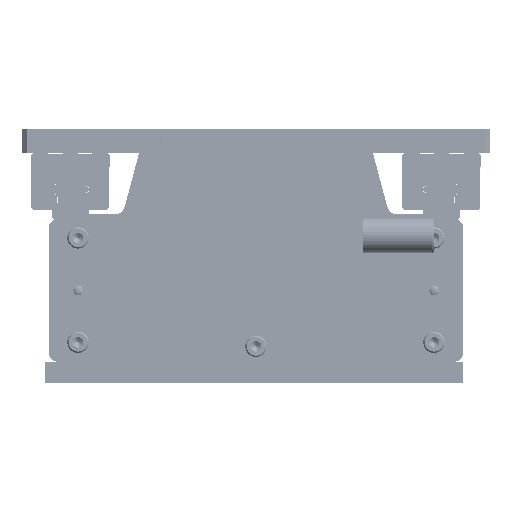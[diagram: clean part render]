
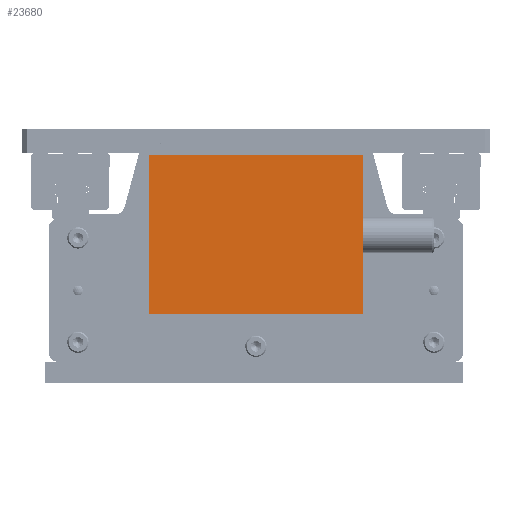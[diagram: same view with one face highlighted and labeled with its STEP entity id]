
A CAD part, front view. The second image highlights one B-rep face of the part: STEP entity #23680.
In plain terms, the highlighted planar face has unit normal (0, -1, 0).
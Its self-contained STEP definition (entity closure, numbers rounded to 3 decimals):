
#23641=CARTESIAN_POINT('',(191.25,-1111.,72.5));
#23642=DIRECTION('',(0.0,-1.0,0.0));
#23643=DIRECTION('',(0.0,0.0,-1.0));
#23644=AXIS2_PLACEMENT_3D('',#23641,#23642,#23643);
#23645=PLANE('',#23644);
#23646=CARTESIAN_POINT('',(61.25,-1111.,29.));
#23647=VERTEX_POINT('',#23646);
#23648=CARTESIAN_POINT('',(61.25,-1111.,126.));
#23649=VERTEX_POINT('',#23648);
#23650=CARTESIAN_POINT('',(61.25,-1111.,29.));
#23651=DIRECTION('',(0.0,0.0,1.0));
#23652=VECTOR('',#23651,97.);
#23653=LINE('',#23650,#23652);
#23654=EDGE_CURVE('',#23647,#23649,#23653,.T.);
#23655=ORIENTED_EDGE('',*,*,#23654,.F.);
#23656=CARTESIAN_POINT('',(191.25,-1111.,29.));
#23657=VERTEX_POINT('',#23656);
#23658=CARTESIAN_POINT('',(191.25,-1111.,29.));
#23659=DIRECTION('',(-1.0,0.0,0.0));
#23660=VECTOR('',#23659,130.0);
#23661=LINE('',#23658,#23660);
#23662=EDGE_CURVE('',#23657,#23647,#23661,.T.);
#23663=ORIENTED_EDGE('',*,*,#23662,.F.);
#23664=CARTESIAN_POINT('',(191.25,-1111.,126.));
#23665=VERTEX_POINT('',#23664);
#23666=CARTESIAN_POINT('',(191.25,-1111.,29.));
#23667=DIRECTION('',(0.0,0.0,1.0));
#23668=VECTOR('',#23667,97.0);
#23669=LINE('',#23666,#23668);
#23670=EDGE_CURVE('',#23657,#23665,#23669,.T.);
#23671=ORIENTED_EDGE('',*,*,#23670,.T.);
#23672=CARTESIAN_POINT('',(191.25,-1111.,126.));
#23673=DIRECTION('',(-1.0,0.0,0.0));
#23674=VECTOR('',#23673,130.0);
#23675=LINE('',#23672,#23674);
#23676=EDGE_CURVE('',#23665,#23649,#23675,.T.);
#23677=ORIENTED_EDGE('',*,*,#23676,.T.);
#23678=EDGE_LOOP('',(#23655,#23663,#23671,#23677));
#23679=FACE_OUTER_BOUND('',#23678,.T.);
#23680=ADVANCED_FACE('',(#23679),#23645,.T.);
